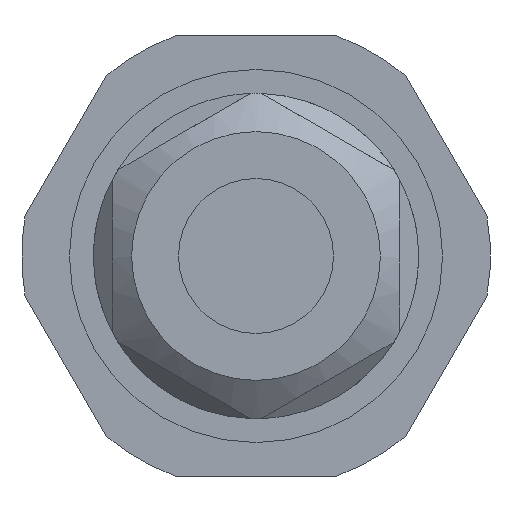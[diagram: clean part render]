
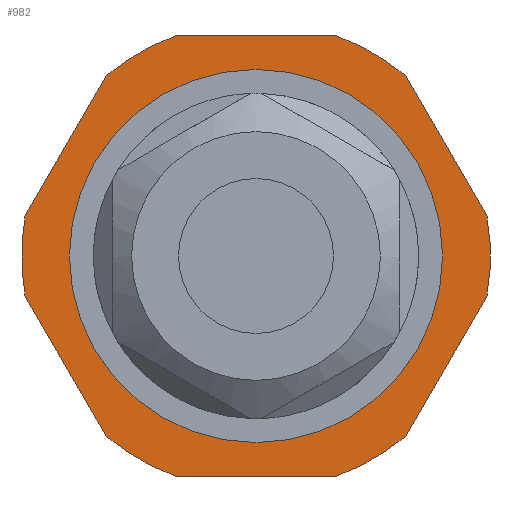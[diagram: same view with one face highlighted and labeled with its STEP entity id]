
A CAD part, left-side view. The second image highlights one B-rep face of the part: STEP entity #982.
In plain terms, the highlighted planar face has unit normal (-1, 0, 0).
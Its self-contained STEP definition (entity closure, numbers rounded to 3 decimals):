
#65=LINE('',#1759,#111);
#66=LINE('',#1760,#112);
#67=LINE('',#1761,#113);
#68=LINE('',#1762,#114);
#69=LINE('',#1763,#115);
#70=LINE('',#1764,#116);
#111=VECTOR('',#1373,1000.);
#112=VECTOR('',#1374,1000.);
#113=VECTOR('',#1375,1000.);
#114=VECTOR('',#1376,1000.);
#115=VECTOR('',#1377,1000.);
#116=VECTOR('',#1378,1000.);
#189=PLANE('',#1113);
#371=ORIENTED_EDGE('',*,*,#561,.T.);
#372=ORIENTED_EDGE('',*,*,#539,.T.);
#373=ORIENTED_EDGE('',*,*,#562,.F.);
#374=ORIENTED_EDGE('',*,*,#557,.T.);
#375=ORIENTED_EDGE('',*,*,#563,.F.);
#376=ORIENTED_EDGE('',*,*,#555,.T.);
#377=ORIENTED_EDGE('',*,*,#564,.F.);
#378=ORIENTED_EDGE('',*,*,#551,.T.);
#379=ORIENTED_EDGE('',*,*,#565,.F.);
#380=ORIENTED_EDGE('',*,*,#547,.T.);
#381=ORIENTED_EDGE('',*,*,#566,.F.);
#382=ORIENTED_EDGE('',*,*,#543,.T.);
#383=ORIENTED_EDGE('',*,*,#567,.F.);
#539=EDGE_CURVE('',#653,#652,#717,.T.);
#543=EDGE_CURVE('',#657,#656,#719,.T.);
#547=EDGE_CURVE('',#661,#660,#721,.T.);
#551=EDGE_CURVE('',#665,#664,#723,.T.);
#555=EDGE_CURVE('',#669,#668,#725,.T.);
#557=EDGE_CURVE('',#670,#671,#726,.T.);
#561=EDGE_CURVE('',#674,#674,#728,.T.);
#562=EDGE_CURVE('',#670,#652,#65,.T.);
#563=EDGE_CURVE('',#669,#671,#66,.T.);
#564=EDGE_CURVE('',#665,#668,#67,.T.);
#565=EDGE_CURVE('',#661,#664,#68,.T.);
#566=EDGE_CURVE('',#657,#660,#69,.T.);
#567=EDGE_CURVE('',#653,#656,#70,.T.);
#652=VERTEX_POINT('',#1707);
#653=VERTEX_POINT('',#1709);
#656=VERTEX_POINT('',#1716);
#657=VERTEX_POINT('',#1718);
#660=VERTEX_POINT('',#1725);
#661=VERTEX_POINT('',#1727);
#664=VERTEX_POINT('',#1734);
#665=VERTEX_POINT('',#1736);
#668=VERTEX_POINT('',#1743);
#669=VERTEX_POINT('',#1745);
#670=VERTEX_POINT('',#1749);
#671=VERTEX_POINT('',#1750);
#674=VERTEX_POINT('',#1758);
#717=CIRCLE('',#1097,24.5);
#719=CIRCLE('',#1100,24.5);
#721=CIRCLE('',#1103,24.5);
#723=CIRCLE('',#1106,24.5);
#725=CIRCLE('',#1109,24.5);
#726=CIRCLE('',#1111,24.5);
#728=CIRCLE('',#1114,16.025);
#809=EDGE_LOOP('',(#371));
#810=EDGE_LOOP('',(#372,#373,#374,#375,#376,#377,#378,#379,#380,#381,#382,
#383));
#906=FACE_BOUND('',#809,.T.);
#907=FACE_BOUND('',#810,.T.);
#982=ADVANCED_FACE('',(#906,#907),#189,.F.);
#1097=AXIS2_PLACEMENT_3D('',#1708,#1326,#1327);
#1100=AXIS2_PLACEMENT_3D('',#1717,#1334,#1335);
#1103=AXIS2_PLACEMENT_3D('',#1726,#1342,#1343);
#1106=AXIS2_PLACEMENT_3D('',#1735,#1350,#1351);
#1109=AXIS2_PLACEMENT_3D('',#1744,#1358,#1359);
#1111=AXIS2_PLACEMENT_3D('',#1748,#1363,#1364);
#1113=AXIS2_PLACEMENT_3D('',#1756,#1369,#1370);
#1114=AXIS2_PLACEMENT_3D('',#1757,#1371,#1372);
#1326=DIRECTION('',(-1.,0.,0.));
#1327=DIRECTION('',(0.,1.,0.));
#1334=DIRECTION('',(-1.,0.,0.));
#1335=DIRECTION('',(0.,1.,0.));
#1342=DIRECTION('',(-1.,0.,0.));
#1343=DIRECTION('',(0.,1.,0.));
#1350=DIRECTION('',(-1.,0.,0.));
#1351=DIRECTION('',(0.,1.,0.));
#1358=DIRECTION('',(-1.,0.,0.));
#1359=DIRECTION('',(0.,1.,0.));
#1363=DIRECTION('',(-1.,0.,0.));
#1364=DIRECTION('',(0.,1.,0.));
#1369=DIRECTION('',(1.,0.,0.));
#1370=DIRECTION('',(0.,-1.,0.));
#1371=DIRECTION('',(1.,0.,0.));
#1372=DIRECTION('',(0.,-1.,0.));
#1373=DIRECTION('',(0.,-0.5,-0.866));
#1374=DIRECTION('',(0.,-1.,0.));
#1375=DIRECTION('',(0.,-0.5,0.866));
#1376=DIRECTION('',(0.,0.5,0.866));
#1377=DIRECTION('',(0.,1.,0.));
#1378=DIRECTION('',(0.,0.5,-0.866));
#1707=CARTESIAN_POINT('',(-18.5,-24.139,4.19));
#1708=CARTESIAN_POINT('',(-18.5,0.,0.));
#1709=CARTESIAN_POINT('',(-18.5,-24.139,-4.19));
#1716=CARTESIAN_POINT('',(-18.5,-15.698,-18.81));
#1717=CARTESIAN_POINT('',(-18.5,0.,0.));
#1718=CARTESIAN_POINT('',(-18.5,-8.441,-23.));
#1725=CARTESIAN_POINT('',(-18.5,8.441,-23.));
#1726=CARTESIAN_POINT('',(-18.5,0.,0.));
#1727=CARTESIAN_POINT('',(-18.5,15.698,-18.81));
#1734=CARTESIAN_POINT('',(-18.5,24.139,-4.19));
#1735=CARTESIAN_POINT('',(-18.5,0.,0.));
#1736=CARTESIAN_POINT('',(-18.5,24.139,4.19));
#1743=CARTESIAN_POINT('',(-18.5,15.698,18.81));
#1744=CARTESIAN_POINT('',(-18.5,0.,0.));
#1745=CARTESIAN_POINT('',(-18.5,8.441,23.));
#1748=CARTESIAN_POINT('',(-18.5,0.,0.));
#1749=CARTESIAN_POINT('',(-18.5,-15.698,18.81));
#1750=CARTESIAN_POINT('',(-18.5,-8.441,23.));
#1756=CARTESIAN_POINT('',(-18.5,0.,-24.5));
#1757=CARTESIAN_POINT('',(-18.5,0.,0.));
#1758=CARTESIAN_POINT('',(-18.5,-16.025,0.));
#1759=CARTESIAN_POINT('',(-18.5,-13.279,23.));
#1760=CARTESIAN_POINT('',(-18.5,13.279,23.));
#1761=CARTESIAN_POINT('',(-18.5,26.558,0.));
#1762=CARTESIAN_POINT('',(-18.5,13.279,-23.));
#1763=CARTESIAN_POINT('',(-18.5,-13.279,-23.));
#1764=CARTESIAN_POINT('',(-18.5,-26.558,0.));
